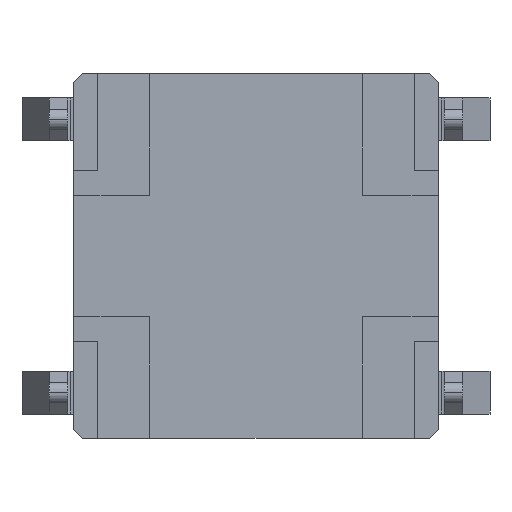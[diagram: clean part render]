
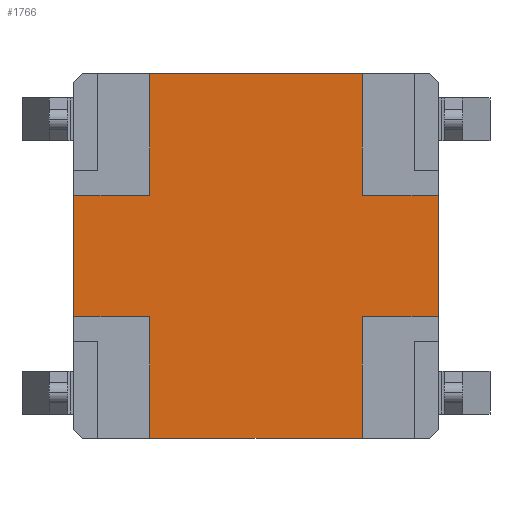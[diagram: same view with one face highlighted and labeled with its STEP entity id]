
A CAD part, front view. The second image highlights one B-rep face of the part: STEP entity #1766.
In plain terms, the highlighted planar face has unit normal (0, -1, 0).
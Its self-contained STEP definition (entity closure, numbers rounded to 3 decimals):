
#105 = ORIENTED_EDGE ( 'NONE', *, *, #943, .F. ) ;
#119 = EDGE_CURVE ( 'NONE', #2649, #3789, #2903, .T. ) ;
#120 = ORIENTED_EDGE ( 'NONE', *, *, #2029, .T. ) ;
#136 = CARTESIAN_POINT ( 'NONE',  ( -3., -2.925, 1. ) ) ;
#144 = DIRECTION ( 'NONE',  ( 0., 0., 1. ) ) ;
#158 = EDGE_CURVE ( 'NONE', #2166, #2717, #2071, .T. ) ;
#337 = LINE ( 'NONE', #1926, #1546 ) ;
#416 = EDGE_CURVE ( 'NONE', #2138, #2972, #4845, .T. ) ;
#448 = CARTESIAN_POINT ( 'NONE',  ( 1.75, -2.925, -3. ) ) ;
#780 = LINE ( 'NONE', #3734, #5375 ) ;
#842 = CARTESIAN_POINT ( 'NONE',  ( 3., -2.925, 1. ) ) ;
#863 = VECTOR ( 'NONE', #3009, 1000. ) ;
#943 = EDGE_CURVE ( 'NONE', #5005, #1307, #2181, .T. ) ;
#955 = VECTOR ( 'NONE', #1839, 1000. ) ;
#959 = DIRECTION ( 'NONE',  ( 0., 0., 1. ) ) ;
#963 = EDGE_LOOP ( 'NONE', ( #2069, #105, #1773, #4413, #120, #4532, #1101, #4299, #1555, #2388, #5206, #4684 ) ) ;
#970 = CARTESIAN_POINT ( 'NONE',  ( -1.75, -2.925, -3. ) ) ;
#1009 = DIRECTION ( 'NONE',  ( 0., 0., 1. ) ) ;
#1101 = ORIENTED_EDGE ( 'NONE', *, *, #416, .F. ) ;
#1149 = VECTOR ( 'NONE', #3277, 1000. ) ;
#1307 = VERTEX_POINT ( 'NONE', #3405 ) ;
#1350 = EDGE_CURVE ( 'NONE', #3789, #1307, #2296, .T. ) ;
#1390 = VERTEX_POINT ( 'NONE', #2433 ) ;
#1420 = CARTESIAN_POINT ( 'NONE',  ( -3., -2.925, -1. ) ) ;
#1422 = EDGE_CURVE ( 'NONE', #5005, #2166, #4371, .T. ) ;
#1496 = PLANE ( 'NONE',  #1900 ) ;
#1546 = VECTOR ( 'NONE', #1009, 1000. ) ;
#1555 = ORIENTED_EDGE ( 'NONE', *, *, #4837, .T. ) ;
#1745 = EDGE_CURVE ( 'NONE', #2138, #1809, #4133, .T. ) ;
#1766 = ADVANCED_FACE ( 'NONE', ( #3992 ), #1496, .T. ) ;
#1773 = ORIENTED_EDGE ( 'NONE', *, *, #1422, .T. ) ;
#1809 = VERTEX_POINT ( 'NONE', #3843 ) ;
#1839 = DIRECTION ( 'NONE',  ( 1., 0., 0. ) ) ;
#1856 = CARTESIAN_POINT ( 'NONE',  ( 0., -2.925, 1. ) ) ;
#1865 = DIRECTION ( 'NONE',  ( 0., 0., 1. ) ) ;
#1900 = AXIS2_PLACEMENT_3D ( 'NONE', #3758, #4130, #3572 ) ;
#1926 = CARTESIAN_POINT ( 'NONE',  ( -1.75, -2.925, 0. ) ) ;
#1946 = CARTESIAN_POINT ( 'NONE',  ( 0., -2.925, -1. ) ) ;
#2029 = EDGE_CURVE ( 'NONE', #2717, #3983, #2578, .T. ) ;
#2069 = ORIENTED_EDGE ( 'NONE', *, *, #1350, .T. ) ;
#2071 = LINE ( 'NONE', #5706, #863 ) ;
#2111 = DIRECTION ( 'NONE',  ( 1., 0., 0. ) ) ;
#2138 = VERTEX_POINT ( 'NONE', #2358 ) ;
#2166 = VERTEX_POINT ( 'NONE', #448 ) ;
#2181 = LINE ( 'NONE', #4154, #4522 ) ;
#2296 = LINE ( 'NONE', #3587, #5681 ) ;
#2358 = CARTESIAN_POINT ( 'NONE',  ( 1.75, -2.925, 1. ) ) ;
#2388 = ORIENTED_EDGE ( 'NONE', *, *, #3212, .F. ) ;
#2433 = CARTESIAN_POINT ( 'NONE',  ( -1.75, -2.925, 3. ) ) ;
#2449 = VECTOR ( 'NONE', #4151, 1000. ) ;
#2537 = EDGE_CURVE ( 'NONE', #3983, #2972, #780, .T. ) ;
#2578 = LINE ( 'NONE', #1946, #2449 ) ;
#2649 = VERTEX_POINT ( 'NONE', #136 ) ;
#2657 = EDGE_CURVE ( 'NONE', #2649, #4291, #4549, .T. ) ;
#2717 = VERTEX_POINT ( 'NONE', #5632 ) ;
#2903 = LINE ( 'NONE', #3422, #3788 ) ;
#2972 = VERTEX_POINT ( 'NONE', #842 ) ;
#3009 = DIRECTION ( 'NONE',  ( 0., 0., 1. ) ) ;
#3212 = EDGE_CURVE ( 'NONE', #4291, #1390, #337, .T. ) ;
#3277 = DIRECTION ( 'NONE',  ( 1., 0., 0. ) ) ;
#3405 = CARTESIAN_POINT ( 'NONE',  ( -1.75, -2.925, -1. ) ) ;
#3422 = CARTESIAN_POINT ( 'NONE',  ( -3., -2.925, 0. ) ) ;
#3519 = CARTESIAN_POINT ( 'NONE',  ( -1.75, -2.925, 1. ) ) ;
#3572 = DIRECTION ( 'NONE',  ( 0., 0., -1. ) ) ;
#3587 = CARTESIAN_POINT ( 'NONE',  ( 0., -2.925, -1. ) ) ;
#3646 = VECTOR ( 'NONE', #3676, 1000. ) ;
#3676 = DIRECTION ( 'NONE',  ( 1., 0., 0. ) ) ;
#3734 = CARTESIAN_POINT ( 'NONE',  ( 3., -2.925, 0. ) ) ;
#3758 = CARTESIAN_POINT ( 'NONE',  ( 0., -2.925, 0. ) ) ;
#3781 = VECTOR ( 'NONE', #4379, 1000. ) ;
#3788 = VECTOR ( 'NONE', #4304, 1000. ) ;
#3789 = VERTEX_POINT ( 'NONE', #1420 ) ;
#3843 = CARTESIAN_POINT ( 'NONE',  ( 1.75, -2.925, 3. ) ) ;
#3983 = VERTEX_POINT ( 'NONE', #5488 ) ;
#3992 = FACE_OUTER_BOUND ( 'NONE', #963, .T. ) ;
#4130 = DIRECTION ( 'NONE',  ( 0., -1., 0. ) ) ;
#4133 = LINE ( 'NONE', #4887, #5438 ) ;
#4151 = DIRECTION ( 'NONE',  ( 1., 0., 0. ) ) ;
#4154 = CARTESIAN_POINT ( 'NONE',  ( -1.75, -2.925, 0. ) ) ;
#4291 = VERTEX_POINT ( 'NONE', #3519 ) ;
#4299 = ORIENTED_EDGE ( 'NONE', *, *, #1745, .T. ) ;
#4304 = DIRECTION ( 'NONE',  ( 0., 0., -1. ) ) ;
#4371 = LINE ( 'NONE', #5255, #955 ) ;
#4379 = DIRECTION ( 'NONE',  ( -1., 0., 0. ) ) ;
#4413 = ORIENTED_EDGE ( 'NONE', *, *, #158, .T. ) ;
#4522 = VECTOR ( 'NONE', #959, 1000. ) ;
#4532 = ORIENTED_EDGE ( 'NONE', *, *, #2537, .T. ) ;
#4549 = LINE ( 'NONE', #1856, #1149 ) ;
#4684 = ORIENTED_EDGE ( 'NONE', *, *, #119, .T. ) ;
#4837 = EDGE_CURVE ( 'NONE', #1809, #1390, #4986, .T. ) ;
#4845 = LINE ( 'NONE', #5686, #3646 ) ;
#4887 = CARTESIAN_POINT ( 'NONE',  ( 1.75, -2.925, 0. ) ) ;
#4986 = LINE ( 'NONE', #5670, #3781 ) ;
#5005 = VERTEX_POINT ( 'NONE', #970 ) ;
#5206 = ORIENTED_EDGE ( 'NONE', *, *, #2657, .F. ) ;
#5255 = CARTESIAN_POINT ( 'NONE',  ( 0., -2.925, -3. ) ) ;
#5375 = VECTOR ( 'NONE', #1865, 1000. ) ;
#5438 = VECTOR ( 'NONE', #144, 1000. ) ;
#5488 = CARTESIAN_POINT ( 'NONE',  ( 3., -2.925, -1. ) ) ;
#5632 = CARTESIAN_POINT ( 'NONE',  ( 1.75, -2.925, -1. ) ) ;
#5670 = CARTESIAN_POINT ( 'NONE',  ( 0., -2.925, 3. ) ) ;
#5681 = VECTOR ( 'NONE', #2111, 1000. ) ;
#5686 = CARTESIAN_POINT ( 'NONE',  ( 0., -2.925, 1. ) ) ;
#5706 = CARTESIAN_POINT ( 'NONE',  ( 1.75, -2.925, 0. ) ) ;
